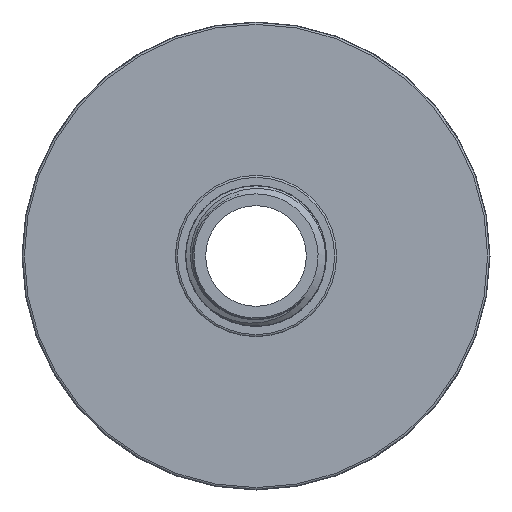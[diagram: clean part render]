
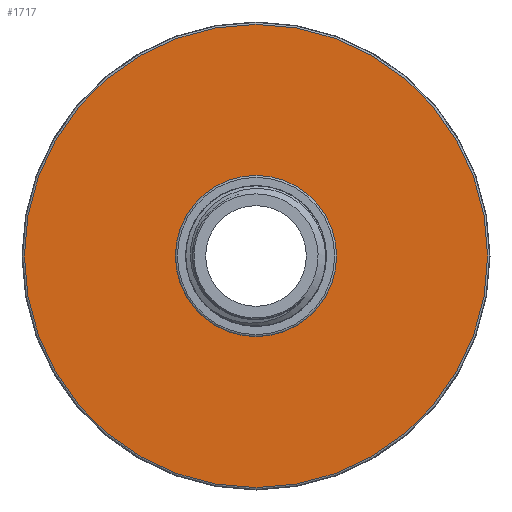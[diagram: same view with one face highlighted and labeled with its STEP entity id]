
A CAD part, left-side view. The second image highlights one B-rep face of the part: STEP entity #1717.
In plain terms, the highlighted face is planar.
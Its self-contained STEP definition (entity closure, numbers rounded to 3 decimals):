
#92=PLANE('',#1953);
#606=ORIENTED_EDGE('',*,*,#944,.T.);
#607=ORIENTED_EDGE('',*,*,#943,.T.);
#943=EDGE_CURVE('',#1123,#1123,#1270,.T.);
#944=EDGE_CURVE('',#1124,#1124,#1271,.T.);
#1123=VERTEX_POINT('',#3075);
#1124=VERTEX_POINT('',#3078);
#1270=CIRCLE('',#1952,34.485);
#1271=CIRCLE('',#1954,11.2);
#1384=EDGE_LOOP('',(#606));
#1385=EDGE_LOOP('',(#607));
#1547=FACE_BOUND('',#1384,.T.);
#1548=FACE_BOUND('',#1385,.T.);
#1717=ADVANCED_FACE('',(#1547,#1548),#92,.F.);
#1952=AXIS2_PLACEMENT_3D('',#3074,#2317,#2318);
#1953=AXIS2_PLACEMENT_3D('',#3076,#2319,#2320);
#1954=AXIS2_PLACEMENT_3D('',#3077,#2321,#2322);
#2317=DIRECTION('',(0.,-1.,0.));
#2318=DIRECTION('',(-1.,0.,0.));
#2319=DIRECTION('',(0.,1.,0.));
#2320=DIRECTION('',(1.,0.,0.));
#2321=DIRECTION('',(0.,1.,0.));
#2322=DIRECTION('',(0.,0.,1.));
#3074=CARTESIAN_POINT('',(0.,-2.,0.));
#3075=CARTESIAN_POINT('',(-34.485,-2.,0.));
#3076=CARTESIAN_POINT('',(0.,-2.,0.));
#3077=CARTESIAN_POINT('',(0.,-2.,0.));
#3078=CARTESIAN_POINT('',(0.,-2.,11.2));
